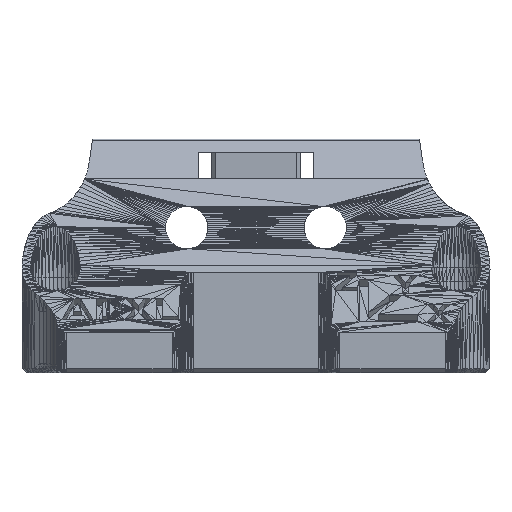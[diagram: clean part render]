
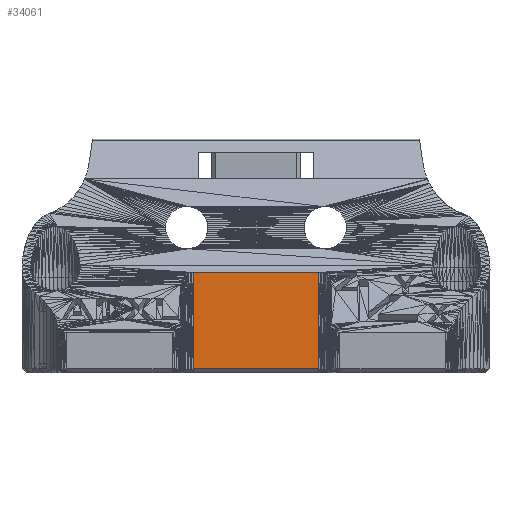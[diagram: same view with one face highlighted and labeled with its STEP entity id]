
A CAD part, front view. The second image highlights one B-rep face of the part: STEP entity #34061.
In plain terms, the highlighted planar face has unit normal (0, -1, 0).
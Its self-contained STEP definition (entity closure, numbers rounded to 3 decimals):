
#270=FACE_OUTER_BOUND('',#3095,.T.);
#3095=EDGE_LOOP('',(#22535,#22536,#22537,#22538));
#6177=LINE('',#50838,#10865);
#6213=LINE('',#50911,#10901);
#6214=LINE('',#50913,#10902);
#6215=LINE('',#50914,#10903);
#10865=VECTOR('',#40438,10.);
#10901=VECTOR('',#40522,10.);
#10902=VECTOR('',#40523,10.);
#10903=VECTOR('',#40524,10.);
#15332=VERTEX_POINT('',#50832);
#15333=VERTEX_POINT('',#50836);
#15346=VERTEX_POINT('',#50910);
#15347=VERTEX_POINT('',#50912);
#17418=EDGE_CURVE('',#15332,#15333,#6177,.T.);
#17454=EDGE_CURVE('',#15333,#15346,#6213,.T.);
#17455=EDGE_CURVE('',#15347,#15346,#6214,.T.);
#17456=EDGE_CURVE('',#15332,#15347,#6215,.T.);
#22535=ORIENTED_EDGE('',*,*,#17454,.T.);
#22536=ORIENTED_EDGE('',*,*,#17455,.F.);
#22537=ORIENTED_EDGE('',*,*,#17456,.F.);
#22538=ORIENTED_EDGE('',*,*,#17418,.T.);
#31236=PLANE('',#36904);
#34061=ADVANCED_FACE('',(#270),#31236,.T.);
#36904=AXIS2_PLACEMENT_3D('',#50909,#40520,#40521);
#40438=DIRECTION('',(0.,0.,-1.));
#40520=DIRECTION('center_axis',(0.,-1.,0.));
#40521=DIRECTION('ref_axis',(0.,0.,-1.));
#40522=DIRECTION('',(1.,0.,0.));
#40523=DIRECTION('',(0.,0.,-1.));
#40524=DIRECTION('',(1.,0.,0.));
#50832=CARTESIAN_POINT('',(82.599,114.751,11.38));
#50836=CARTESIAN_POINT('',(82.599,114.751,0.5));
#50838=CARTESIAN_POINT('',(82.599,114.751,11.38));
#50909=CARTESIAN_POINT('Origin',(82.599,114.751,11.38));
#50910=CARTESIAN_POINT('',(96.799,114.751,0.5));
#50911=CARTESIAN_POINT('',(82.599,114.751,0.5));
#50912=CARTESIAN_POINT('',(96.799,114.751,11.38));
#50913=CARTESIAN_POINT('',(96.799,114.751,11.38));
#50914=CARTESIAN_POINT('',(82.599,114.751,11.38));
